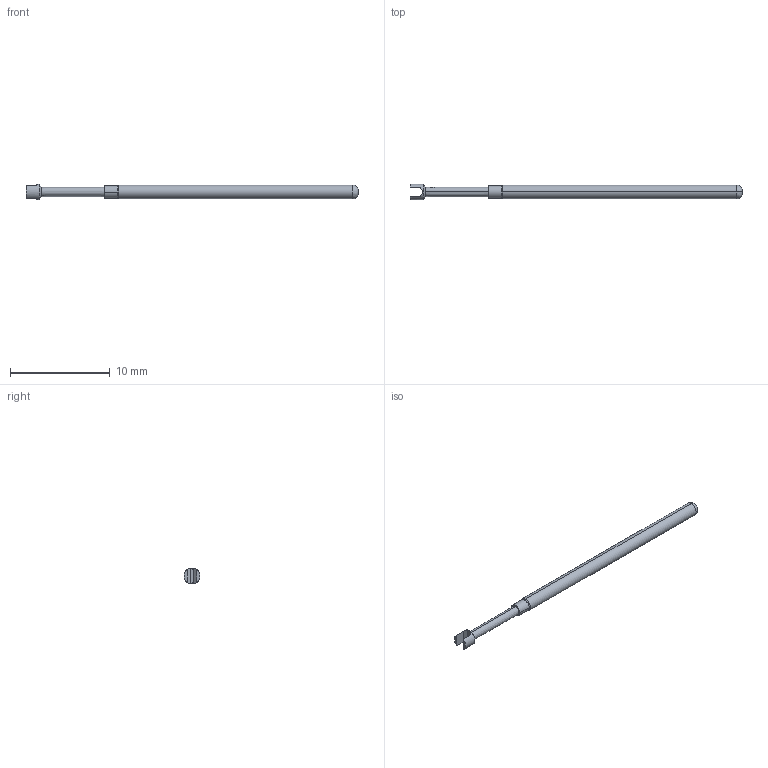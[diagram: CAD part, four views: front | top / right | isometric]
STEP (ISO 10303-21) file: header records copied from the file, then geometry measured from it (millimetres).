
FILE_DESCRIPTION (( 'STEP AP214' ), '1' );
FILE_NAME ('100-PR_2562-_.STEP', '2016-03-30T18:16:09', ( 'spare' ), ( '' ), 'SwSTEP 2.0', 'SolidWorks 2016', '' );
FILE_SCHEMA (( 'AUTOMOTIVE_DESIGN' ));
Length unit declared in the file: inch
Products named in the file (1): 100-PR_2562-_
Bounding box: 33.28 x 1.58 x 1.58 mm (x, y, z)
Volume: 42.2 mm3; surface area: 138.6 mm2
Topology: 1 solids, 1 shells, 25 faces, 56 edges, 34 vertices
Faces by surface type: plane 9, cone 8, cylinder 6, torus 2
Entity records: 1063 total; most frequent: DIRECTION 132, CARTESIAN_POINT 128, ORIENTED_EDGE 112, EDGE_CURVE 56, AXIS2_PLACEMENT_3D 54, VERTEX_POINT 34, CIRCLE 28, DIMENSIONAL_EXPONENTS 28
